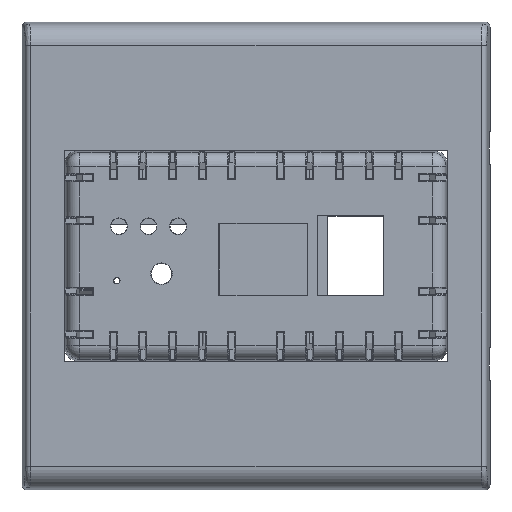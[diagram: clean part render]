
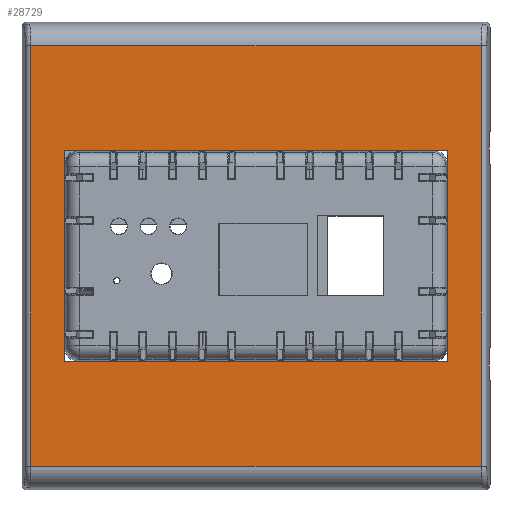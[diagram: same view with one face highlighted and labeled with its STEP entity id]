
A CAD part, top view. The second image highlights one B-rep face of the part: STEP entity #28729.
In plain terms, the highlighted face is planar.
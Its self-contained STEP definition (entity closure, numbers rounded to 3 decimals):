
#26519=DIRECTION('',(-1.,0.,0.));
#26520=VECTOR('',#26519,39.1);
#26521=CARTESIAN_POINT('',(19.55,35.6,-9.4));
#26522=LINE('',#26521,#26520);
#26523=DIRECTION('',(1.,0.,0.));
#26524=VECTOR('',#26523,39.1);
#26525=CARTESIAN_POINT('',(-19.55,-35.6,-9.4));
#26526=LINE('',#26525,#26524);
#26555=DIRECTION('',(0.,1.,0.));
#26556=VECTOR('',#26555,71.2);
#26557=CARTESIAN_POINT('',(-19.55,-35.6,-9.4));
#26558=LINE('',#26557,#26556);
#26583=DIRECTION('',(0.,1.,0.));
#26584=VECTOR('',#26583,71.2);
#26585=CARTESIAN_POINT('',(19.55,-35.6,-9.4));
#26586=LINE('',#26585,#26584);
#26595=DIRECTION('',(1.,0.,0.));
#26596=VECTOR('',#26595,78.111);
#26597=CARTESIAN_POINT('',(-39.056,41.853,-9.4));
#26598=LINE('',#26597,#26596);
#26628=DIRECTION('',(0.,-1.,0.));
#26629=VECTOR('',#26628,83.706);
#26630=CARTESIAN_POINT('',(-39.056,41.853,-9.4));
#26631=LINE('',#26630,#26629);
#26636=CARTESIAN_POINT('',(-39.056,41.853,-9.4));
#26663=CARTESIAN_POINT('',(-39.056,-41.853,-9.4));
#26739=DIRECTION('',(-1.,0.,0.));
#26740=VECTOR('',#26739,78.111);
#26741=CARTESIAN_POINT('',(39.056,-41.853,-9.4));
#26742=LINE('',#26741,#26740);
#26747=CARTESIAN_POINT('',(39.056,-41.853,-9.4));
#26774=DIRECTION('',(0.,-1.,0.));
#26775=VECTOR('',#26774,83.706);
#26776=CARTESIAN_POINT('',(39.056,41.853,-9.4));
#26777=LINE('',#26776,#26775);
#26828=CARTESIAN_POINT('',(39.056,41.853,-9.4));
#27867=VERTEX_POINT('',#26828);
#27877=CARTESIAN_POINT('',(19.55,35.6,-9.4));
#27878=VERTEX_POINT('',#27877);
#27923=VERTEX_POINT('',#26747);
#27933=CARTESIAN_POINT('',(19.55,-35.6,-9.4));
#27934=VERTEX_POINT('',#27933);
#28002=VERTEX_POINT('',#26636);
#28012=CARTESIAN_POINT('',(-19.55,35.6,-9.4));
#28013=VERTEX_POINT('',#28012);
#28058=VERTEX_POINT('',#26663);
#28068=CARTESIAN_POINT('',(-19.55,-35.6,-9.4));
#28069=VERTEX_POINT('',#28068);
#28705=CARTESIAN_POINT('',(0.,0.,-9.4));
#28706=DIRECTION('',(0.,0.,-1.));
#28707=DIRECTION('',(0.,1.,0.));
#28708=AXIS2_PLACEMENT_3D('',#28705,#28706,#28707);
#28709=PLANE('',#28708);
#28711=ORIENTED_EDGE('',*,*,#28710,.F.);
#28713=ORIENTED_EDGE('',*,*,#28712,.T.);
#28715=ORIENTED_EDGE('',*,*,#28714,.F.);
#28717=ORIENTED_EDGE('',*,*,#28716,.F.);
#28718=EDGE_LOOP('',(#28711,#28713,#28715,#28717));
#28719=FACE_OUTER_BOUND('',#28718,.F.);
#28721=ORIENTED_EDGE('',*,*,#28720,.F.);
#28723=ORIENTED_EDGE('',*,*,#28722,.T.);
#28724=ORIENTED_EDGE('',*,*,#28695,.F.);
#28726=ORIENTED_EDGE('',*,*,#28725,.F.);
#28727=EDGE_LOOP('',(#28721,#28723,#28724,#28726));
#28728=FACE_BOUND('',#28727,.F.);
#28729=ADVANCED_FACE('',(#28719,#28728),#28709,.T.);
#28695=EDGE_CURVE('',#27878,#28013,#26522,.T.);
#28710=EDGE_CURVE('',#28002,#27867,#26598,.T.);
#28712=EDGE_CURVE('',#28002,#28058,#26631,.T.);
#28714=EDGE_CURVE('',#27923,#28058,#26742,.T.);
#28716=EDGE_CURVE('',#27867,#27923,#26777,.T.);
#28720=EDGE_CURVE('',#28069,#27934,#26526,.T.);
#28722=EDGE_CURVE('',#28069,#28013,#26558,.T.);
#28725=EDGE_CURVE('',#27934,#27878,#26586,.T.);
